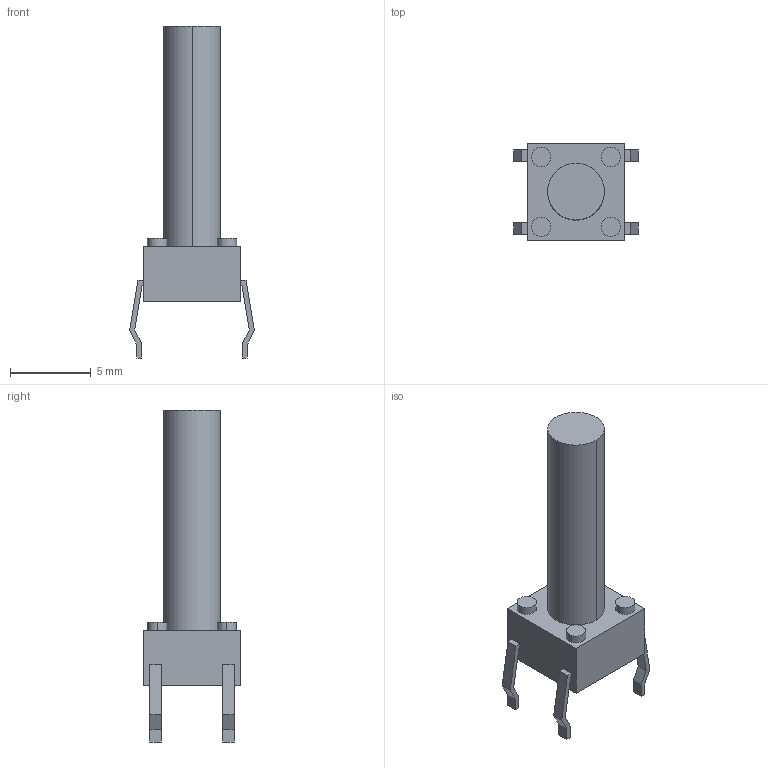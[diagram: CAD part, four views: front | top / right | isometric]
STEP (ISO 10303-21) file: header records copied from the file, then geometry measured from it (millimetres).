
FILE_DESCRIPTION (( 'STEP AP214' ), '1' );
FILE_NAME ('TS6601-17-180.stp.STEP', '2022-12-29T18:14:12', ( '' ), ( '' ), 'SwSTEP 2.0', 'SolidWorks 2021', '' );
FILE_SCHEMA (( 'AUTOMOTIVE_DESIGN' ));
Length unit declared in the file: millimetre
Products named in the file (4): 19929_2.stp; 19929.stp; TS6601-17-180.stp; 19929_1.stp
Assembly tree (3 placements, depth 3):
  TS6601-17-180.stp
    19929.stp
      19929_1.stp
      19929_2.stp
Bounding box: 7.7 x 6 x 20.5 mm (x, y, z)
Volume: 251.1 mm3; surface area: 382.1 mm2
Topology: 2 solids, 2 shells, 69 faces, 168 edges, 112 vertices
Faces by surface type: plane 57, cylinder 12
Entity records: 2362 total; most frequent: CARTESIAN_POINT 356, DIRECTION 344, ORIENTED_EDGE 336, EDGE_CURVE 168, LINE 144, VECTOR 144, VERTEX_POINT 112, AXIS2_PLACEMENT_3D 100
